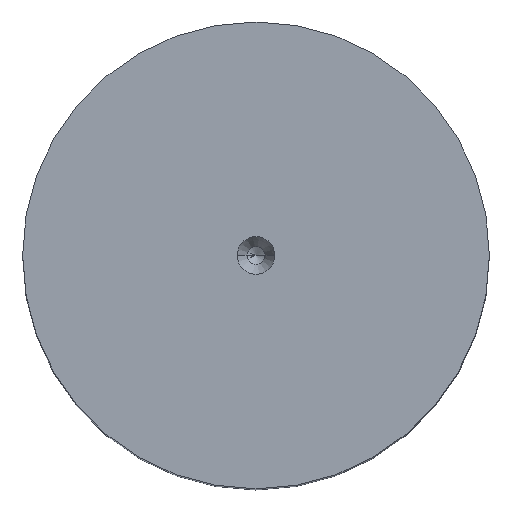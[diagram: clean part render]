
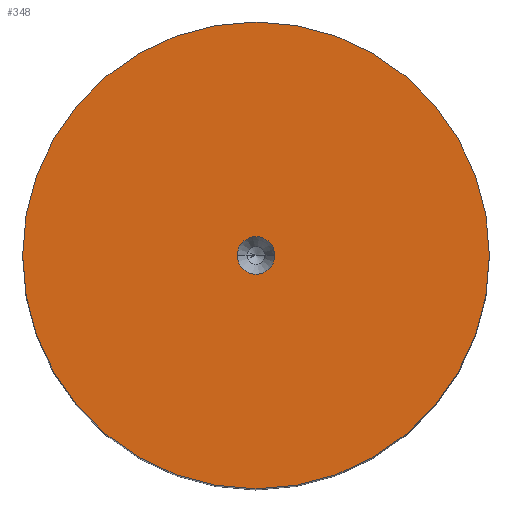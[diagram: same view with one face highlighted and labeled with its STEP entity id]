
A CAD part, top view. The second image highlights one B-rep face of the part: STEP entity #348.
In plain terms, the highlighted planar face has unit normal (0, 0, 1).
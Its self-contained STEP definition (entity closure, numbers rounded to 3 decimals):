
#268 = ORIENTED_EDGE ( 'NONE', *, *, #3460, .T. ) ;
#278 = VERTEX_POINT ( 'NONE', #655 ) ;
#293 = DIRECTION ( 'NONE',  ( 0., 0., -1. ) ) ;
#348 = ADVANCED_FACE ( 'NONE', ( #2772, #1808 ), #1676, .T. ) ;
#588 = CIRCLE ( 'NONE', #2731, 3.35 ) ;
#655 = CARTESIAN_POINT ( 'NONE',  ( -41.5, 0., 183. ) ) ;
#672 = EDGE_CURVE ( 'NONE', #1008, #1721, #588, .T. ) ;
#856 = CIRCLE ( 'NONE', #2328, 41.5 ) ;
#1008 = VERTEX_POINT ( 'NONE', #2001 ) ;
#1245 = DIRECTION ( 'NONE',  ( -1., 0., 0. ) ) ;
#1249 = EDGE_CURVE ( 'NONE', #1766, #278, #3582, .T. ) ;
#1250 = CARTESIAN_POINT ( 'NONE',  ( 0., 0., 183. ) ) ;
#1318 = CIRCLE ( 'NONE', #3575, 3.35 ) ;
#1372 = DIRECTION ( 'NONE',  ( 0., 0., 1. ) ) ;
#1374 = ORIENTED_EDGE ( 'NONE', *, *, #1249, .F. ) ;
#1475 = ORIENTED_EDGE ( 'NONE', *, *, #1856, .F. ) ;
#1665 = CARTESIAN_POINT ( 'NONE',  ( 41.5, 0., 183. ) ) ;
#1676 = PLANE ( 'NONE',  #1755 ) ;
#1685 = CARTESIAN_POINT ( 'NONE',  ( 0., 0., 183. ) ) ;
#1701 = CARTESIAN_POINT ( 'NONE',  ( 3.35, 0., 183. ) ) ;
#1715 = DIRECTION ( 'NONE',  ( 1., 0., 0. ) ) ;
#1721 = VERTEX_POINT ( 'NONE', #1701 ) ;
#1755 = AXIS2_PLACEMENT_3D ( 'NONE', #1685, #1372, #1715 ) ;
#1766 = VERTEX_POINT ( 'NONE', #1665 ) ;
#1808 = FACE_BOUND ( 'NONE', #3254, .T. ) ;
#1856 = EDGE_CURVE ( 'NONE', #278, #1766, #856, .T. ) ;
#1922 = DIRECTION ( 'NONE',  ( -1., 0., 0. ) ) ;
#2001 = CARTESIAN_POINT ( 'NONE',  ( -3.35, 0., 183. ) ) ;
#2044 = ORIENTED_EDGE ( 'NONE', *, *, #672, .T. ) ;
#2107 = DIRECTION ( 'NONE',  ( 0., 0., -1. ) ) ;
#2132 = EDGE_LOOP ( 'NONE', ( #1475, #1374 ) ) ;
#2306 = CARTESIAN_POINT ( 'NONE',  ( 0., 0., 183. ) ) ;
#2328 = AXIS2_PLACEMENT_3D ( 'NONE', #3687, #2786, #1922 ) ;
#2426 = DIRECTION ( 'NONE',  ( 0., 0., -1. ) ) ;
#2660 = AXIS2_PLACEMENT_3D ( 'NONE', #2984, #2107, #1245 ) ;
#2731 = AXIS2_PLACEMENT_3D ( 'NONE', #1250, #2426, #3243 ) ;
#2772 = FACE_OUTER_BOUND ( 'NONE', #2132, .T. ) ;
#2786 = DIRECTION ( 'NONE',  ( 0., 0., -1. ) ) ;
#2907 = DIRECTION ( 'NONE',  ( 1., 0., 0. ) ) ;
#2984 = CARTESIAN_POINT ( 'NONE',  ( 0., 0., 183. ) ) ;
#3243 = DIRECTION ( 'NONE',  ( 1., 0., 0. ) ) ;
#3254 = EDGE_LOOP ( 'NONE', ( #268, #2044 ) ) ;
#3460 = EDGE_CURVE ( 'NONE', #1721, #1008, #1318, .T. ) ;
#3575 = AXIS2_PLACEMENT_3D ( 'NONE', #2306, #293, #2907 ) ;
#3582 = CIRCLE ( 'NONE', #2660, 41.5 ) ;
#3687 = CARTESIAN_POINT ( 'NONE',  ( 0., 0., 183. ) ) ;
